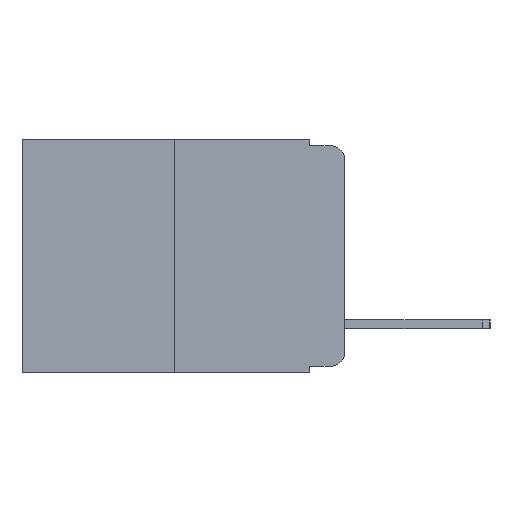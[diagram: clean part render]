
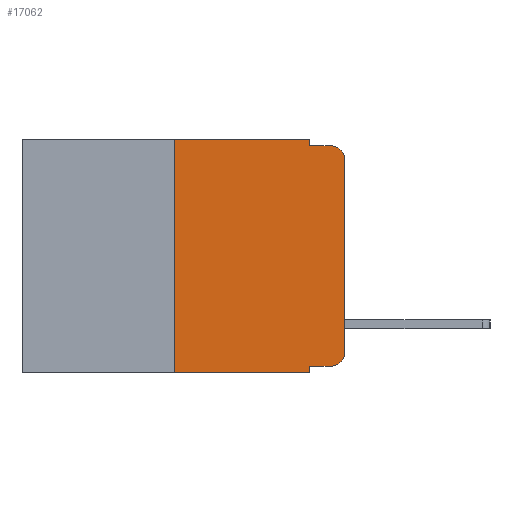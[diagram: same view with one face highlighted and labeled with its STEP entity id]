
A CAD part, left-side view. The second image highlights one B-rep face of the part: STEP entity #17062.
In plain terms, the highlighted planar face has unit normal (-1, 0, 0).
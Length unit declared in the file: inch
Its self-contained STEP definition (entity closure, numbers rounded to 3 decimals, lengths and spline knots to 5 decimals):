
#256 = VECTOR ( 'NONE', #4984, 39.37008 ) ;
#545 = VECTOR ( 'NONE', #16132, 39.37008 ) ;
#576 = CARTESIAN_POINT ( 'NONE',  ( 0., 0.051, 0. ) ) ;
#970 = ORIENTED_EDGE ( 'NONE', *, *, #8833, .T. ) ;
#1118 = ORIENTED_EDGE ( 'NONE', *, *, #16156, .F. ) ;
#1922 = CARTESIAN_POINT ( 'NONE',  ( 0., 0.473, -0.343 ) ) ;
#1944 = AXIS2_PLACEMENT_3D ( 'NONE', #13175, #22116, #11412 ) ;
#2360 = VECTOR ( 'NONE', #23336, 39.37008 ) ;
#2759 = ORIENTED_EDGE ( 'NONE', *, *, #10269, .F. ) ;
#4114 = CARTESIAN_POINT ( 'NONE',  ( 0., 0., -0.03 ) ) ;
#4246 = VECTOR ( 'NONE', #20424, 39.37008 ) ;
#4984 = DIRECTION ( 'NONE',  ( 0., -1., 0. ) ) ;
#5234 = CARTESIAN_POINT ( 'NONE',  ( 0., 0.051, 0. ) ) ;
#5253 = CARTESIAN_POINT ( 'NONE',  ( 0., 0.051, -0.333 ) ) ;
#5677 = LINE ( 'NONE', #5234, #10017 ) ;
#5960 = CARTESIAN_POINT ( 'NONE',  ( 0., 0.473, 0. ) ) ;
#6134 = VERTEX_POINT ( 'NONE', #14155 ) ;
#6362 = EDGE_CURVE ( 'NONE', #10331, #12135, #21728, .T. ) ;
#6752 = DIRECTION ( 'NONE',  ( -1., 0., 0. ) ) ;
#7205 = LINE ( 'NONE', #1922, #21025 ) ;
#7717 = VERTEX_POINT ( 'NONE', #23591 ) ;
#7983 = VECTOR ( 'NONE', #18870, 39.37008 ) ;
#8200 = EDGE_LOOP ( 'NONE', ( #8659, #22713, #1118, #14933, #2759, #8910, #19790, #19381, #970, #10971 ) ) ;
#8447 = VERTEX_POINT ( 'NONE', #4114 ) ;
#8540 = VERTEX_POINT ( 'NONE', #9983 ) ;
#8659 = ORIENTED_EDGE ( 'NONE', *, *, #20893, .T. ) ;
#8833 = EDGE_CURVE ( 'NONE', #7717, #10331, #10112, .T. ) ;
#8887 = CARTESIAN_POINT ( 'NONE',  ( 0., 0.051, 0. ) ) ;
#8910 = ORIENTED_EDGE ( 'NONE', *, *, #12522, .F. ) ;
#9983 = CARTESIAN_POINT ( 'NONE',  ( 0., 0.02, -0.01 ) ) ;
#10017 = VECTOR ( 'NONE', #21642, 39.37008 ) ;
#10112 = LINE ( 'NONE', #5253, #15520 ) ;
#10269 = EDGE_CURVE ( 'NONE', #15856, #22755, #19350, .T. ) ;
#10331 = VERTEX_POINT ( 'NONE', #13518 ) ;
#10332 = LINE ( 'NONE', #10605, #256 ) ;
#10511 = CARTESIAN_POINT ( 'NONE',  ( 0., 0.02, -0.313 ) ) ;
#10605 = CARTESIAN_POINT ( 'NONE',  ( 0., 0.051, -0.01 ) ) ;
#10971 = ORIENTED_EDGE ( 'NONE', *, *, #6362, .T. ) ;
#11303 = EDGE_CURVE ( 'NONE', #7717, #12844, #5677, .T. ) ;
#11412 = DIRECTION ( 'NONE',  ( 0., 0., -1. ) ) ;
#11950 = CIRCLE ( 'NONE', #17994, 0.02 ) ;
#12135 = VERTEX_POINT ( 'NONE', #21343 ) ;
#12324 = DIRECTION ( 'NONE',  ( 0., 0., -1. ) ) ;
#12522 = EDGE_CURVE ( 'NONE', #6134, #15856, #17093, .T. ) ;
#12647 = CARTESIAN_POINT ( 'NONE',  ( 0., 0.051, -0.343 ) ) ;
#12844 = VERTEX_POINT ( 'NONE', #12647 ) ;
#13175 = CARTESIAN_POINT ( 'NONE',  ( 0., 0.473, 0. ) ) ;
#13518 = CARTESIAN_POINT ( 'NONE',  ( 0., 0.02, -0.333 ) ) ;
#13752 = EDGE_CURVE ( 'NONE', #22755, #15372, #14852, .T. ) ;
#14155 = CARTESIAN_POINT ( 'NONE',  ( 0., 0.25, -0.343 ) ) ;
#14852 = LINE ( 'NONE', #8887, #545 ) ;
#14933 = ORIENTED_EDGE ( 'NONE', *, *, #13752, .F. ) ;
#15157 = AXIS2_PLACEMENT_3D ( 'NONE', #10511, #22990, #12324 ) ;
#15217 = CARTESIAN_POINT ( 'NONE',  ( 0., 0.25, 0. ) ) ;
#15277 = EDGE_CURVE ( 'NONE', #6134, #12844, #7205, .T. ) ;
#15372 = VERTEX_POINT ( 'NONE', #16951 ) ;
#15520 = VECTOR ( 'NONE', #18013, 39.37008 ) ;
#15856 = VERTEX_POINT ( 'NONE', #15217 ) ;
#16132 = DIRECTION ( 'NONE',  ( 0., 0., -1. ) ) ;
#16156 = EDGE_CURVE ( 'NONE', #15372, #8540, #10332, .T. ) ;
#16791 = PLANE ( 'NONE',  #1944 ) ;
#16951 = CARTESIAN_POINT ( 'NONE',  ( 0., 0.051, -0.01 ) ) ;
#17062 = ADVANCED_FACE ( 'NONE', ( #23383 ), #16791, .F. ) ;
#17069 = LINE ( 'NONE', #21606, #2360 ) ;
#17093 = LINE ( 'NONE', #17134, #7983 ) ;
#17134 = CARTESIAN_POINT ( 'NONE',  ( 0., 0.25, 0. ) ) ;
#17340 = EDGE_CURVE ( 'NONE', #8447, #8540, #11950, .T. ) ;
#17613 = CARTESIAN_POINT ( 'NONE',  ( 0., 0.02, -0.03 ) ) ;
#17994 = AXIS2_PLACEMENT_3D ( 'NONE', #17613, #6752, #19389 ) ;
#18013 = DIRECTION ( 'NONE',  ( 0., -1., 0. ) ) ;
#18870 = DIRECTION ( 'NONE',  ( 0., 0., 1. ) ) ;
#19350 = LINE ( 'NONE', #5960, #4246 ) ;
#19381 = ORIENTED_EDGE ( 'NONE', *, *, #11303, .F. ) ;
#19389 = DIRECTION ( 'NONE',  ( 0., 0., -1. ) ) ;
#19790 = ORIENTED_EDGE ( 'NONE', *, *, #15277, .T. ) ;
#20179 = DIRECTION ( 'NONE',  ( 0., -1., 0. ) ) ;
#20424 = DIRECTION ( 'NONE',  ( 0., -1., 0. ) ) ;
#20893 = EDGE_CURVE ( 'NONE', #12135, #8447, #17069, .T. ) ;
#21025 = VECTOR ( 'NONE', #20179, 39.37008 ) ;
#21343 = CARTESIAN_POINT ( 'NONE',  ( 0., 0., -0.313 ) ) ;
#21606 = CARTESIAN_POINT ( 'NONE',  ( 0., 0., 0. ) ) ;
#21642 = DIRECTION ( 'NONE',  ( 0., 0., -1. ) ) ;
#21728 = CIRCLE ( 'NONE', #15157, 0.02 ) ;
#22116 = DIRECTION ( 'NONE',  ( 1., 0., 0. ) ) ;
#22713 = ORIENTED_EDGE ( 'NONE', *, *, #17340, .T. ) ;
#22755 = VERTEX_POINT ( 'NONE', #576 ) ;
#22990 = DIRECTION ( 'NONE',  ( -1., 0., 0. ) ) ;
#23336 = DIRECTION ( 'NONE',  ( 0., 0., 1. ) ) ;
#23383 = FACE_OUTER_BOUND ( 'NONE', #8200, .T. ) ;
#23591 = CARTESIAN_POINT ( 'NONE',  ( 0., 0.051, -0.333 ) ) ;
